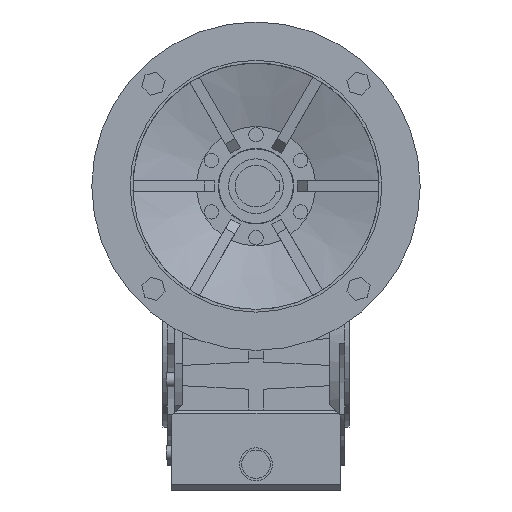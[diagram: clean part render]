
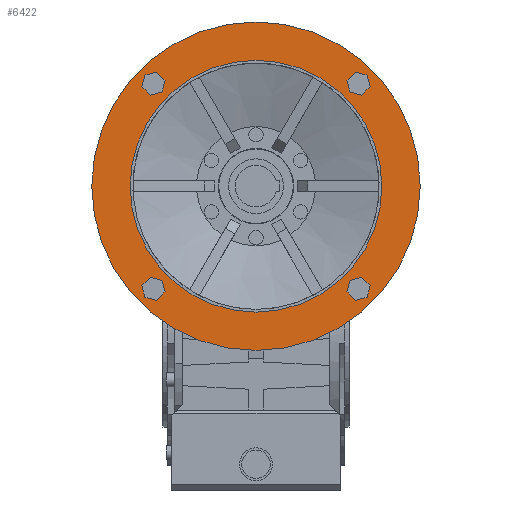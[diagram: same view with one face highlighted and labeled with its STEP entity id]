
A CAD part, front view. The second image highlights one B-rep face of the part: STEP entity #6422.
In plain terms, the highlighted face is planar.
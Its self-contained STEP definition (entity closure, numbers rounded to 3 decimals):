
#6422=ADVANCED_FACE('',(#12166,#12168,#12170,#12172,#12174,#12176),#12178,.F.);
#12166=FACE_BOUND('',#12167,.T.);
#12167=EDGE_LOOP('',(#16229));
#12168=FACE_BOUND('',#12169,.T.);
#12169=EDGE_LOOP('',(#16230));
#12170=FACE_BOUND('',#12171,.T.);
#12171=EDGE_LOOP('',(#16231,#16232,#16233));
#12172=FACE_BOUND('',#12173,.T.);
#12173=EDGE_LOOP('',(#16234,#16235,#16236));
#12174=FACE_BOUND('',#12175,.T.);
#12175=EDGE_LOOP('',(#16237,#16238,#16239));
#12176=FACE_BOUND('',#12177,.T.);
#12177=EDGE_LOOP('',(#16240,#16241,#16242));
#12178=PLANE('',#12179);
#12179=AXIS2_PLACEMENT_3D('',#12180,#12181,#12182);
#12180=CARTESIAN_POINT('',(42.,150.,0.));
#12181=DIRECTION('',(-1.,0.,0.));
#12182=DIRECTION('',(0.,0.,1.));
#16229=ORIENTED_EDGE('',*,*,#18402,.T.);
#16230=ORIENTED_EDGE('',*,*,#18380,.F.);
#16231=ORIENTED_EDGE('',*,*,#18192,.F.);
#16232=ORIENTED_EDGE('',*,*,#18194,.F.);
#16233=ORIENTED_EDGE('',*,*,#18193,.F.);
#16234=ORIENTED_EDGE('',*,*,#18198,.F.);
#16235=ORIENTED_EDGE('',*,*,#18200,.F.);
#16236=ORIENTED_EDGE('',*,*,#18199,.F.);
#16237=ORIENTED_EDGE('',*,*,#18228,.F.);
#16238=ORIENTED_EDGE('',*,*,#18230,.F.);
#16239=ORIENTED_EDGE('',*,*,#18229,.F.);
#16240=ORIENTED_EDGE('',*,*,#18246,.F.);
#16241=ORIENTED_EDGE('',*,*,#18248,.F.);
#16242=ORIENTED_EDGE('',*,*,#18247,.F.);
#18192=EDGE_CURVE('',#21278,#21279,#21280,.F.);
#18193=EDGE_CURVE('',#21279,#21281,#21282,.F.);
#18194=EDGE_CURVE('',#21281,#21278,#21283,.F.);
#18198=EDGE_CURVE('',#21290,#21291,#21292,.F.);
#18199=EDGE_CURVE('',#21291,#21293,#21294,.F.);
#18200=EDGE_CURVE('',#21293,#21290,#21295,.F.);
#18228=EDGE_CURVE('',#21350,#21351,#21352,.F.);
#18229=EDGE_CURVE('',#21351,#21353,#21354,.F.);
#18230=EDGE_CURVE('',#21353,#21350,#21355,.F.);
#18246=EDGE_CURVE('',#21386,#21387,#21388,.F.);
#18247=EDGE_CURVE('',#21387,#21389,#21390,.F.);
#18248=EDGE_CURVE('',#21389,#21386,#21391,.F.);
#18380=EDGE_CURVE('',#21633,#21633,#21634,.T.);
#18402=EDGE_CURVE('',#21667,#21667,#21668,.T.);
#21278=VERTEX_POINT('',#28671);
#21279=VERTEX_POINT('',#28672);
#21280=CIRCLE('',#28673,6.);
#21281=VERTEX_POINT('',#28677);
#21282=CIRCLE('',#28678,6.);
#21283=CIRCLE('',#28682,6.);
#21290=VERTEX_POINT('',#28701);
#21291=VERTEX_POINT('',#28702);
#21292=CIRCLE('',#28703,6.);
#21293=VERTEX_POINT('',#28707);
#21294=CIRCLE('',#28708,6.);
#21295=CIRCLE('',#28712,6.);
#21350=VERTEX_POINT('',#28827);
#21351=VERTEX_POINT('',#28828);
#21352=CIRCLE('',#28829,6.);
#21353=VERTEX_POINT('',#28833);
#21354=CIRCLE('',#28834,6.);
#21355=CIRCLE('',#28838,6.);
#21386=VERTEX_POINT('',#28905);
#21387=VERTEX_POINT('',#28906);
#21388=CIRCLE('',#28907,6.);
#21389=VERTEX_POINT('',#28911);
#21390=CIRCLE('',#28912,6.);
#21391=CIRCLE('',#28916,6.);
#21633=VERTEX_POINT('',#29581);
#21634=CIRCLE('',#29582,115.);
#21667=VERTEX_POINT('',#29693);
#21668=CIRCLE('',#29694,150.);
#28671=CARTESIAN_POINT('',(42.,99.692,93.692));
#28672=CARTESIAN_POINT('',(42.,93.692,99.692));
#28673=AXIS2_PLACEMENT_3D('',#28674,#28675,#28676);
#28674=CARTESIAN_POINT('',(42.,93.692,93.692));
#28675=DIRECTION('',(-1.,0.,0.));
#28676=DIRECTION('',(0.,0.,1.));
#28677=CARTESIAN_POINT('',(42.,87.692,93.692));
#28678=AXIS2_PLACEMENT_3D('',#28679,#28680,#28681);
#28679=CARTESIAN_POINT('',(42.,93.692,93.692));
#28680=DIRECTION('',(-1.,0.,0.));
#28681=DIRECTION('',(0.,-1.,0.));
#28682=AXIS2_PLACEMENT_3D('',#28683,#28684,#28685);
#28683=CARTESIAN_POINT('',(42.,93.692,93.692));
#28684=DIRECTION('',(-1.,0.,0.));
#28685=DIRECTION('',(0.,1.,0.));
#28701=CARTESIAN_POINT('',(42.,-87.692,93.692));
#28702=CARTESIAN_POINT('',(42.,-93.692,99.692));
#28703=AXIS2_PLACEMENT_3D('',#28704,#28705,#28706);
#28704=CARTESIAN_POINT('',(42.,-93.692,93.692));
#28705=DIRECTION('',(-1.,0.,0.));
#28706=DIRECTION('',(0.,0.,1.));
#28707=CARTESIAN_POINT('',(42.,-99.692,93.692));
#28708=AXIS2_PLACEMENT_3D('',#28709,#28710,#28711);
#28709=CARTESIAN_POINT('',(42.,-93.692,93.692));
#28710=DIRECTION('',(-1.,0.,0.));
#28711=DIRECTION('',(0.,-1.,0.));
#28712=AXIS2_PLACEMENT_3D('',#28713,#28714,#28715);
#28713=CARTESIAN_POINT('',(42.,-93.692,93.692));
#28714=DIRECTION('',(-1.,0.,0.));
#28715=DIRECTION('',(0.,1.,0.));
#28827=CARTESIAN_POINT('',(42.,-87.692,-93.692));
#28828=CARTESIAN_POINT('',(42.,-93.692,-87.692));
#28829=AXIS2_PLACEMENT_3D('',#28830,#28831,#28832);
#28830=CARTESIAN_POINT('',(42.,-93.692,-93.692));
#28831=DIRECTION('',(-1.,0.,0.));
#28832=DIRECTION('',(0.,0.,1.));
#28833=CARTESIAN_POINT('',(42.,-99.692,-93.692));
#28834=AXIS2_PLACEMENT_3D('',#28835,#28836,#28837);
#28835=CARTESIAN_POINT('',(42.,-93.692,-93.692));
#28836=DIRECTION('',(-1.,0.,0.));
#28837=DIRECTION('',(0.,-1.,0.));
#28838=AXIS2_PLACEMENT_3D('',#28839,#28840,#28841);
#28839=CARTESIAN_POINT('',(42.,-93.692,-93.692));
#28840=DIRECTION('',(-1.,0.,0.));
#28841=DIRECTION('',(0.,1.,0.));
#28905=CARTESIAN_POINT('',(42.,99.692,-93.692));
#28906=CARTESIAN_POINT('',(42.,93.692,-87.692));
#28907=AXIS2_PLACEMENT_3D('',#28908,#28909,#28910);
#28908=CARTESIAN_POINT('',(42.,93.692,-93.692));
#28909=DIRECTION('',(-1.,0.,0.));
#28910=DIRECTION('',(0.,0.,1.));
#28911=CARTESIAN_POINT('',(42.,87.692,-93.692));
#28912=AXIS2_PLACEMENT_3D('',#28913,#28914,#28915);
#28913=CARTESIAN_POINT('',(42.,93.692,-93.692));
#28914=DIRECTION('',(-1.,0.,0.));
#28915=DIRECTION('',(0.,-1.,0.));
#28916=AXIS2_PLACEMENT_3D('',#28917,#28918,#28919);
#28917=CARTESIAN_POINT('',(42.,93.692,-93.692));
#28918=DIRECTION('',(-1.,0.,0.));
#28919=DIRECTION('',(0.,1.,0.));
#29581=CARTESIAN_POINT('',(42.,0.,-115.));
#29582=AXIS2_PLACEMENT_3D('',#29583,#29584,#29585);
#29583=CARTESIAN_POINT('',(42.,0.,0.));
#29584=DIRECTION('',(1.,-0.,-0.));
#29585=DIRECTION('',(0.,0.,-1.));
#29693=CARTESIAN_POINT('',(42.,0.,-150.));
#29694=AXIS2_PLACEMENT_3D('',#29695,#29696,#29697);
#29695=CARTESIAN_POINT('',(42.,0.,0.));
#29696=DIRECTION('',(1.,-0.,-0.));
#29697=DIRECTION('',(0.,0.,-1.));
